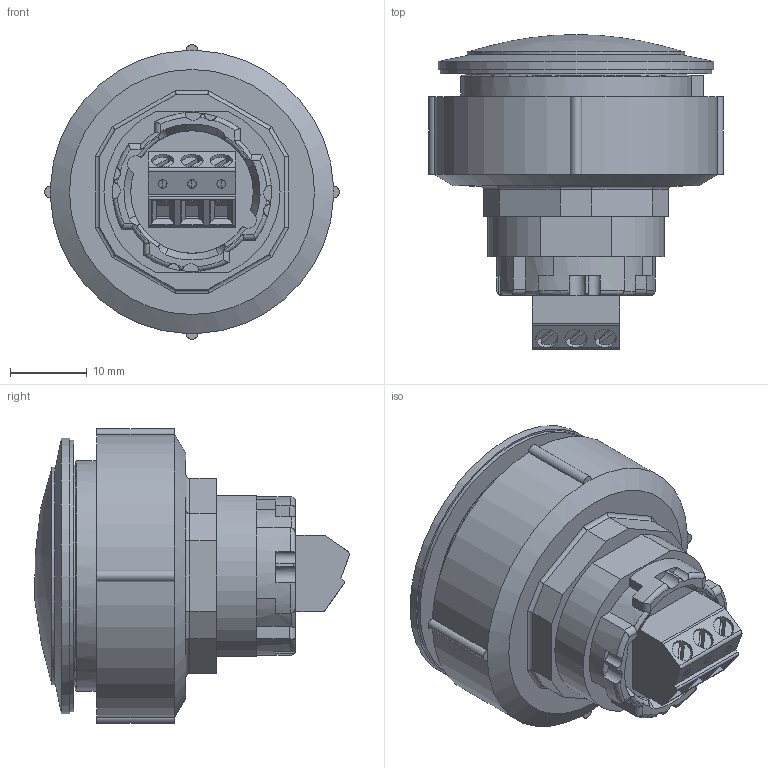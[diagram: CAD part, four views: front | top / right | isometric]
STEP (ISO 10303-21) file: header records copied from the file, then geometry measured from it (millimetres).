
FILE_DESCRIPTION(/* description */ (''),/* implementation_level */ '2;1');
FILE_NAME(/* name */ 'KRJL_24R_G_vereinfacht.stp',/* time_stamp */ '2018-04-11T09:09:54+02:00',/* author */ ('mreiber'),/* organization */ (''),/* preprocessor_version */ 'ST-DEVELOPER v16.1',/* originating_system */ 'Autodesk Inventor 2016',/* authorisation */ '');
FILE_SCHEMA (('AUTOMOTIVE_DESIGN { 1 0 10303 214 3 1 1 }'));
Length unit declared in the file: centimetre
Products named in the file (1): KRJL_24R_G_vereinfacht
Bounding box: 38.49 x 41.1 x 38.49 mm (x, y, z)
Volume: 21745.7 mm3; surface area: 8860.3 mm2
Topology: 1 solids, 4 shells, 280 faces, 711 edges, 465 vertices
Faces by surface type: plane 141, cylinder 96, torus 24, cone 13, sphere 6
Full cylindrical faces by diameter (mm): 0.457 x1, 2.8 x3, 2.9 x3, 18.168 x1, 22.8 x1, 26.896 x2, 28.4 x1, 29 x1, 30.2 x1, 34 x1, 35.5 x1, 36 x1
Entity records: 8774 total; most frequent: CARTESIAN_POINT 2026, DIRECTION 1422, ORIENTED_EDGE 1362, EDGE_CURVE 681, AXIS2_PLACEMENT_3D 536, VERTEX_POINT 458, LINE 350, VECTOR 350
